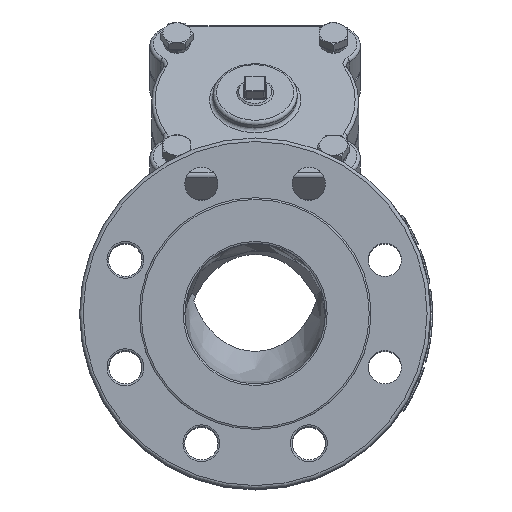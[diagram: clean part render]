
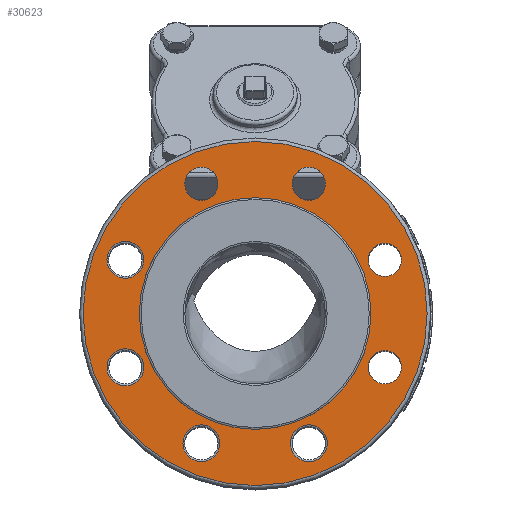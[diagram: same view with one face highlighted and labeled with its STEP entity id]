
A CAD part, top view. The second image highlights one B-rep face of the part: STEP entity #30623.
In plain terms, the highlighted planar face has unit normal (0, 0, 1).
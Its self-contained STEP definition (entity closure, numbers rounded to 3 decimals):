
#2709=FACE_BOUND('',#6994,.T.);
#2710=FACE_BOUND('',#6995,.T.);
#2711=FACE_BOUND('',#6996,.T.);
#2712=FACE_BOUND('',#6997,.T.);
#2713=FACE_BOUND('',#6998,.T.);
#2714=FACE_BOUND('',#6999,.T.);
#2715=FACE_BOUND('',#7000,.T.);
#2716=FACE_BOUND('',#7001,.T.);
#2717=FACE_BOUND('',#7002,.T.);
#3307=CIRCLE('',#32002,10.5);
#3308=CIRCLE('',#32004,98.);
#3309=CIRCLE('',#32005,10.5);
#3310=CIRCLE('',#32006,10.5);
#3311=CIRCLE('',#32007,66.);
#3312=CIRCLE('',#32008,9.5);
#3313=CIRCLE('',#32009,9.5);
#3314=CIRCLE('',#32010,9.5);
#3315=CIRCLE('',#32011,9.5);
#3316=CIRCLE('',#32012,10.5);
#5161=FACE_OUTER_BOUND('',#6993,.T.);
#6993=EDGE_LOOP('',(#26287));
#6994=EDGE_LOOP('',(#26288));
#6995=EDGE_LOOP('',(#26289));
#6996=EDGE_LOOP('',(#26290));
#6997=EDGE_LOOP('',(#26291));
#6998=EDGE_LOOP('',(#26292));
#6999=EDGE_LOOP('',(#26293));
#7000=EDGE_LOOP('',(#26294));
#7001=EDGE_LOOP('',(#26295));
#7002=EDGE_LOOP('',(#26296));
#13849=VERTEX_POINT('',#66887);
#13850=VERTEX_POINT('',#66890);
#13851=VERTEX_POINT('',#66892);
#13852=VERTEX_POINT('',#66894);
#13853=VERTEX_POINT('',#66896);
#13854=VERTEX_POINT('',#66898);
#13855=VERTEX_POINT('',#66900);
#13856=VERTEX_POINT('',#66902);
#13857=VERTEX_POINT('',#66904);
#13858=VERTEX_POINT('',#66906);
#18042=EDGE_CURVE('',#13849,#13849,#3307,.T.);
#18043=EDGE_CURVE('',#13850,#13850,#3308,.T.);
#18044=EDGE_CURVE('',#13851,#13851,#3309,.T.);
#18045=EDGE_CURVE('',#13852,#13852,#3310,.T.);
#18046=EDGE_CURVE('',#13853,#13853,#3311,.T.);
#18047=EDGE_CURVE('',#13854,#13854,#3312,.T.);
#18048=EDGE_CURVE('',#13855,#13855,#3313,.T.);
#18049=EDGE_CURVE('',#13856,#13856,#3314,.T.);
#18050=EDGE_CURVE('',#13857,#13857,#3315,.T.);
#18051=EDGE_CURVE('',#13858,#13858,#3316,.T.);
#26287=ORIENTED_EDGE('',*,*,#18043,.F.);
#26288=ORIENTED_EDGE('',*,*,#18044,.F.);
#26289=ORIENTED_EDGE('',*,*,#18045,.F.);
#26290=ORIENTED_EDGE('',*,*,#18046,.F.);
#26291=ORIENTED_EDGE('',*,*,#18047,.T.);
#26292=ORIENTED_EDGE('',*,*,#18048,.T.);
#26293=ORIENTED_EDGE('',*,*,#18049,.T.);
#26294=ORIENTED_EDGE('',*,*,#18050,.T.);
#26295=ORIENTED_EDGE('',*,*,#18051,.F.);
#26296=ORIENTED_EDGE('',*,*,#18042,.F.);
#27435=PLANE('',#32003);
#30623=ADVANCED_FACE('',(#5161,#2709,#2710,#2711,#2712,#2713,#2714,#2715,
#2716,#2717),#27435,.T.);
#32002=AXIS2_PLACEMENT_3D('',#66888,#36678,#36679);
#32003=AXIS2_PLACEMENT_3D('',#66889,#36680,#36681);
#32004=AXIS2_PLACEMENT_3D('',#66891,#36682,#36683);
#32005=AXIS2_PLACEMENT_3D('',#66893,#36684,#36685);
#32006=AXIS2_PLACEMENT_3D('',#66895,#36686,#36687);
#32007=AXIS2_PLACEMENT_3D('',#66897,#36688,#36689);
#32008=AXIS2_PLACEMENT_3D('',#66899,#36690,#36691);
#32009=AXIS2_PLACEMENT_3D('',#66901,#36692,#36693);
#32010=AXIS2_PLACEMENT_3D('',#66903,#36694,#36695);
#32011=AXIS2_PLACEMENT_3D('',#66905,#36696,#36697);
#32012=AXIS2_PLACEMENT_3D('',#66907,#36698,#36699);
#36678=DIRECTION('center_axis',(0.,0.,1.));
#36679=DIRECTION('ref_axis',(0.707,0.707,0.));
#36680=DIRECTION('center_axis',(0.,0.,1.));
#36681=DIRECTION('ref_axis',(1.,0.,0.));
#36682=DIRECTION('center_axis',(0.,0.,-1.));
#36683=DIRECTION('ref_axis',(-1.,0.,0.));
#36684=DIRECTION('center_axis',(0.,0.,1.));
#36685=DIRECTION('ref_axis',(0.,1.,0.));
#36686=DIRECTION('center_axis',(0.,0.,1.));
#36687=DIRECTION('ref_axis',(1.,0.,0.));
#36688=DIRECTION('center_axis',(0.,0.,1.));
#36689=DIRECTION('ref_axis',(-1.,0.,0.));
#36690=DIRECTION('center_axis',(0.,0.,-1.));
#36691=DIRECTION('ref_axis',(1.,0.,0.));
#36692=DIRECTION('center_axis',(0.,0.,-1.));
#36693=DIRECTION('ref_axis',(0.707,0.707,0.));
#36694=DIRECTION('center_axis',(0.,0.,-1.));
#36695=DIRECTION('ref_axis',(0.,1.,0.));
#36696=DIRECTION('center_axis',(0.,0.,-1.));
#36697=DIRECTION('ref_axis',(-0.707,0.707,0.));
#36698=DIRECTION('center_axis',(0.,0.,1.));
#36699=DIRECTION('ref_axis',(-0.707,0.707,0.));
#66887=CARTESIAN_POINT('',(-81.335,-38.039,307.));
#66888=CARTESIAN_POINT('Origin',(-73.91,-30.615,307.));
#66889=CARTESIAN_POINT('Origin',(0.,0.,
307.));
#66890=CARTESIAN_POINT('',(98.,0.,307.));
#66891=CARTESIAN_POINT('Origin',(0.,0.,307.));
#66892=CARTESIAN_POINT('',(-30.615,-84.41,307.));
#66893=CARTESIAN_POINT('Origin',(-30.615,-73.91,307.));
#66894=CARTESIAN_POINT('',(-84.41,30.615,307.));
#66895=CARTESIAN_POINT('Origin',(-73.91,30.615,307.));
#66896=CARTESIAN_POINT('',(66.,0.,307.));
#66897=CARTESIAN_POINT('Origin',(0.,0.,307.));
#66898=CARTESIAN_POINT('',(83.41,-30.615,307.));
#66899=CARTESIAN_POINT('Origin',(73.91,-30.615,307.));
#66900=CARTESIAN_POINT('',(80.628,37.332,307.));
#66901=CARTESIAN_POINT('Origin',(73.91,30.615,307.));
#66902=CARTESIAN_POINT('',(30.615,83.41,307.));
#66903=CARTESIAN_POINT('Origin',(30.615,73.91,307.));
#66904=CARTESIAN_POINT('',(-37.332,80.628,307.));
#66905=CARTESIAN_POINT('Origin',(-30.615,73.91,307.));
#66906=CARTESIAN_POINT('',(38.039,-81.335,307.));
#66907=CARTESIAN_POINT('Origin',(30.615,-73.91,307.));
